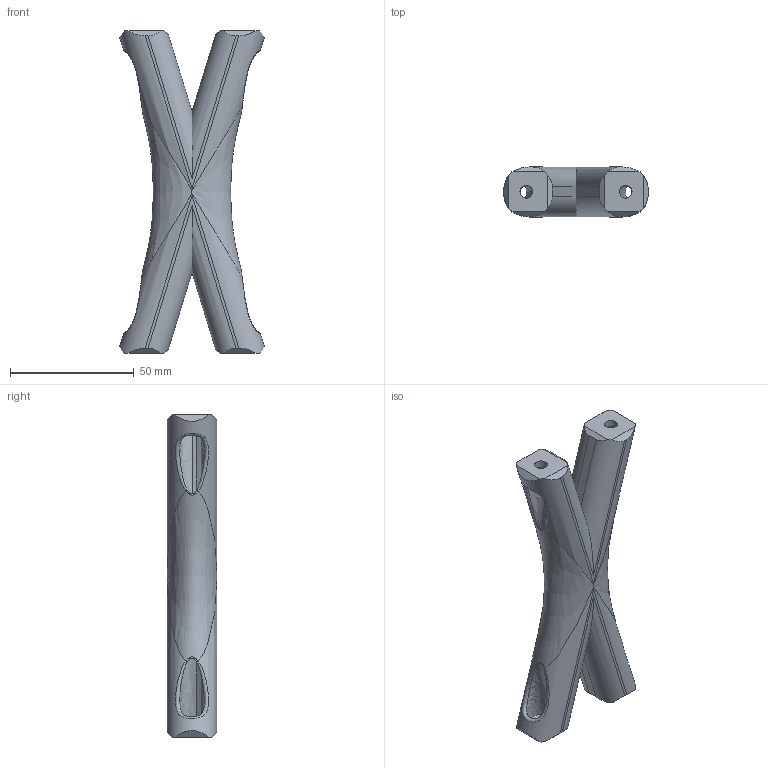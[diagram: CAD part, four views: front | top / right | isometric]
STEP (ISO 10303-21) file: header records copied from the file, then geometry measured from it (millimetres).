
FILE_DESCRIPTION(/* description */ (''),/* implementation_level */ '2;1');
FILE_NAME(/* name */ 'printbed stabilizer.step',/* time_stamp */ '2023-04-12T22:06:52+02:00',/* author */ (''),/* organization */ (''),/* preprocessor_version */ 'ST-DEVELOPER v19.2',/* originating_system */ 'Autodesk Translation Framework v12.4.0.73',/* authorisation */ '');
FILE_SCHEMA (('AUTOMOTIVE_DESIGN { 1 0 10303 214 3 1 1 }'));
Length unit declared in the file: metre
Products named in the file (1): printbed stabilizer
Bounding box: 58.41 x 20 x 130 mm (x, y, z)
Volume: 71647.6 mm3; surface area: 16952 mm2
Topology: 1 solids, 1 shells, 66 faces, 172 edges, 108 vertices
Faces by surface type: plane 32, bspline 18, cylinder 16
Full cylindrical faces by diameter (mm): 5.2 x4
Entity records: 3402 total; most frequent: CARTESIAN_POINT 1787, ORIENTED_EDGE 344, DIRECTION 328, EDGE_CURVE 172, AXIS2_PLACEMENT_3D 135, VERTEX_POINT 108, EDGE_LOOP 74, FACE_OUTER_BOUND 66
